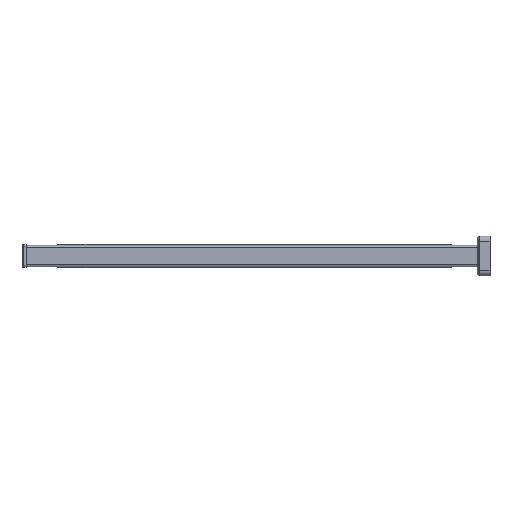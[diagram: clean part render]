
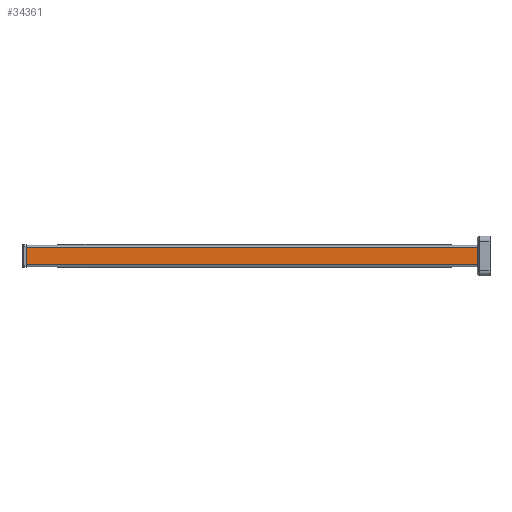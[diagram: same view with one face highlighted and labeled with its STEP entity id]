
A CAD part, left-side view. The second image highlights one B-rep face of the part: STEP entity #34361.
In plain terms, the highlighted planar face has unit normal (-1, 0, 0).
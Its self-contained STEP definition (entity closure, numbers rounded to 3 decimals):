
#134 = DIRECTION ( 'NONE',  ( 0., 0., -1. ) ) ;
#634 = ORIENTED_EDGE ( 'NONE', *, *, #14973, .F. ) ;
#2436 = VECTOR ( 'NONE', #43474, 1000. ) ;
#2441 = LINE ( 'NONE', #40332, #2436 ) ;
#2642 = CARTESIAN_POINT ( 'NONE',  ( -25., 0., -21. ) ) ;
#4079 = CARTESIAN_POINT ( 'NONE',  ( -25., 1090., -21. ) ) ;
#5254 = CARTESIAN_POINT ( 'NONE',  ( -25., 1090., -21. ) ) ;
#7112 = EDGE_LOOP ( 'NONE', ( #634, #26426, #24184, #19690 ) ) ;
#7115 = CARTESIAN_POINT ( 'NONE',  ( -25., 0., 21. ) ) ;
#7564 = CARTESIAN_POINT ( 'NONE',  ( -25., 1090., 21. ) ) ;
#8408 = DIRECTION ( 'NONE',  ( 0., 0., 1. ) ) ;
#11084 = PLANE ( 'NONE',  #40965 ) ;
#13625 = DIRECTION ( 'NONE',  ( 0., 0., -1. ) ) ;
#13818 = LINE ( 'NONE', #7564, #38358 ) ;
#14973 = EDGE_CURVE ( 'NONE', #26791, #25524, #13818, .T. ) ;
#17386 = VECTOR ( 'NONE', #13625, 1000. ) ;
#19690 = ORIENTED_EDGE ( 'NONE', *, *, #33575, .F. ) ;
#24118 = CARTESIAN_POINT ( 'NONE',  ( -25., 1090., -21. ) ) ;
#24184 = ORIENTED_EDGE ( 'NONE', *, *, #31808, .F. ) ;
#25524 = VERTEX_POINT ( 'NONE', #7115 ) ;
#26426 = ORIENTED_EDGE ( 'NONE', *, *, #32516, .F. ) ;
#26791 = VERTEX_POINT ( 'NONE', #29910 ) ;
#26855 = LINE ( 'NONE', #2642, #17386 ) ;
#27644 = VERTEX_POINT ( 'NONE', #4079 ) ;
#29910 = CARTESIAN_POINT ( 'NONE',  ( -25., 1090., 21. ) ) ;
#30857 = DIRECTION ( 'NONE',  ( 1., 0., 0. ) ) ;
#31808 = EDGE_CURVE ( 'NONE', #36822, #27644, #2441, .T. ) ;
#32516 = EDGE_CURVE ( 'NONE', #27644, #26791, #38470, .T. ) ;
#33575 = EDGE_CURVE ( 'NONE', #25524, #36822, #26855, .T. ) ;
#34361 = ADVANCED_FACE ( 'NONE', ( #41811 ), #11084, .F. ) ;
#36822 = VERTEX_POINT ( 'NONE', #43747 ) ;
#37544 = VECTOR ( 'NONE', #8408, 1000. ) ;
#38266 = DIRECTION ( 'NONE',  ( 0., -1., 0. ) ) ;
#38358 = VECTOR ( 'NONE', #38266, 1000. ) ;
#38470 = LINE ( 'NONE', #5254, #37544 ) ;
#40332 = CARTESIAN_POINT ( 'NONE',  ( -25., 1090., -21. ) ) ;
#40965 = AXIS2_PLACEMENT_3D ( 'NONE', #24118, #30857, #134 ) ;
#41811 = FACE_OUTER_BOUND ( 'NONE', #7112, .T. ) ;
#43474 = DIRECTION ( 'NONE',  ( 0., 1., 0. ) ) ;
#43747 = CARTESIAN_POINT ( 'NONE',  ( -25., 0., -21. ) ) ;
